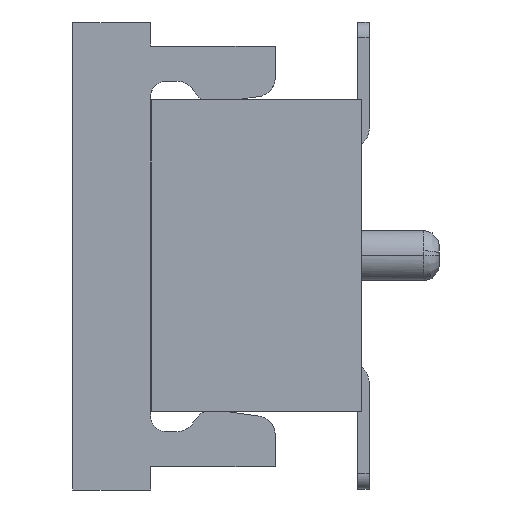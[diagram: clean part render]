
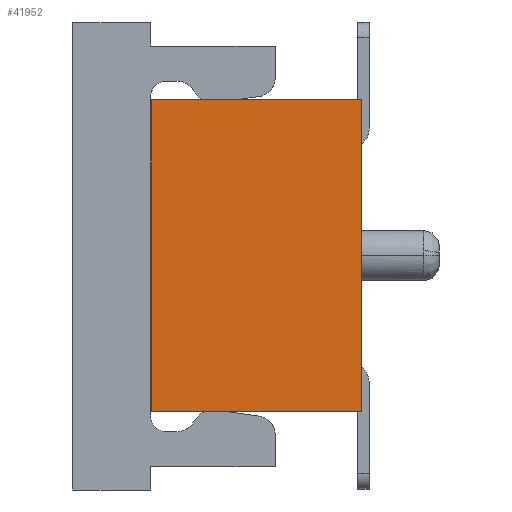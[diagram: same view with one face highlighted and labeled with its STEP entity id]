
A CAD part, left-side view. The second image highlights one B-rep face of the part: STEP entity #41952.
In plain terms, the highlighted planar face has unit normal (-1, 0, 0).
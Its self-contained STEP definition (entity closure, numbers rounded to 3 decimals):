
#1003=CARTESIAN_POINT('',(-10.,2.35,-4.));
#1004=VERTEX_POINT('',#1003);
#1014=CARTESIAN_POINT('',(-10.,2.35,0.));
#1015=VERTEX_POINT('',#1014);
#1016=CARTESIAN_POINT('',(-10.,2.35,0.));
#1017=CARTESIAN_POINT('',(-10.,2.35,-0.8));
#1018=CARTESIAN_POINT('',(-10.,2.35,-1.6));
#1019=CARTESIAN_POINT('',(-10.,2.35,-2.4));
#1020=CARTESIAN_POINT('',(-10.,2.35,-3.2));
#1021=CARTESIAN_POINT('',(-10.,2.35,-4.));
#1022=B_SPLINE_CURVE_WITH_KNOTS('',5,(#1016,#1017,#1018,#1019,#1020,#1021),.UNSPECIFIED.,.F.,.U.,(6,6),(0.,4.),.UNSPECIFIED.);
#1023=EDGE_CURVE('',#1015,#1004,#1022,.T.);
#40830=CARTESIAN_POINT('',(-10.,-0.35,0.));
#40831=VERTEX_POINT('',#40830);
#41360=CARTESIAN_POINT('',(-10.,2.35,0.));
#41361=CARTESIAN_POINT('',(-10.,1.81,0.));
#41362=CARTESIAN_POINT('',(-10.,1.27,0.));
#41363=CARTESIAN_POINT('',(-10.,0.73,0.));
#41364=CARTESIAN_POINT('',(-10.,0.19,0.));
#41365=CARTESIAN_POINT('',(-10.,-0.35,0.));
#41366=B_SPLINE_CURVE_WITH_KNOTS('',5,(#41360,#41361,#41362,#41363,#41364,#41365),.UNSPECIFIED.,.F.,.U.,(6,6),(0.,2.7),.UNSPECIFIED.);
#41367=EDGE_CURVE('',#1015,#40831,#41366,.T.);
#41895=CARTESIAN_POINT('',(-10.,-0.35,-4.));
#41896=VERTEX_POINT('',#41895);
#41906=CARTESIAN_POINT('',(-10.,2.35,-4.));
#41907=CARTESIAN_POINT('',(-10.,1.81,-4.));
#41908=CARTESIAN_POINT('',(-10.,1.27,-4.));
#41909=CARTESIAN_POINT('',(-10.,0.73,-4.));
#41910=CARTESIAN_POINT('',(-10.,0.19,-4.));
#41911=CARTESIAN_POINT('',(-10.,-0.35,-4.));
#41912=B_SPLINE_CURVE_WITH_KNOTS('',5,(#41906,#41907,#41908,#41909,#41910,#41911),.UNSPECIFIED.,.F.,.U.,(6,6),(0.,2.7),.UNSPECIFIED.);
#41913=EDGE_CURVE('',#1004,#41896,#41912,.T.);
#41933=CARTESIAN_POINT('',(-10.,1.,-2.));
#41934=DIRECTION('',(0.,0.,1.));
#41935=DIRECTION('',(-1.,0.,0.));
#41936=AXIS2_PLACEMENT_3D('',#41933,#41935,#41934);
#41937=PLANE('',#41936);
#41938=CARTESIAN_POINT('',(-10.,-0.35,0.));
#41939=CARTESIAN_POINT('',(-10.,-0.35,-0.8));
#41940=CARTESIAN_POINT('',(-10.,-0.35,-1.6));
#41941=CARTESIAN_POINT('',(-10.,-0.35,-2.4));
#41942=CARTESIAN_POINT('',(-10.,-0.35,-3.2));
#41943=CARTESIAN_POINT('',(-10.,-0.35,-4.));
#41944=B_SPLINE_CURVE_WITH_KNOTS('',5,(#41938,#41939,#41940,#41941,#41942,#41943),.UNSPECIFIED.,.F.,.U.,(6,6),(0.,4.),.UNSPECIFIED.);
#41945=EDGE_CURVE('',#40831,#41896,#41944,.T.);
#41946=ORIENTED_EDGE('',*,*,#41945,.F.);
#41947=ORIENTED_EDGE('',*,*,#41367,.F.);
#41948=ORIENTED_EDGE('',*,*,#1023,.T.);
#41949=ORIENTED_EDGE('',*,*,#41913,.T.);
#41950=EDGE_LOOP('',(#41946,#41947,#41948,#41949));
#41951=FACE_OUTER_BOUND('',#41950,.T.);
#41952=ADVANCED_FACE('',(#41951),#41937,.T.);
